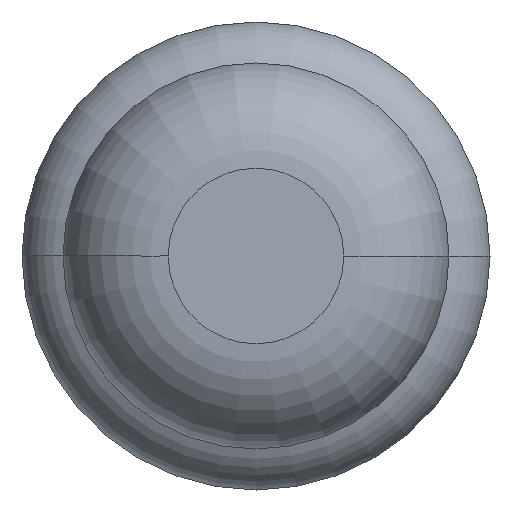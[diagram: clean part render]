
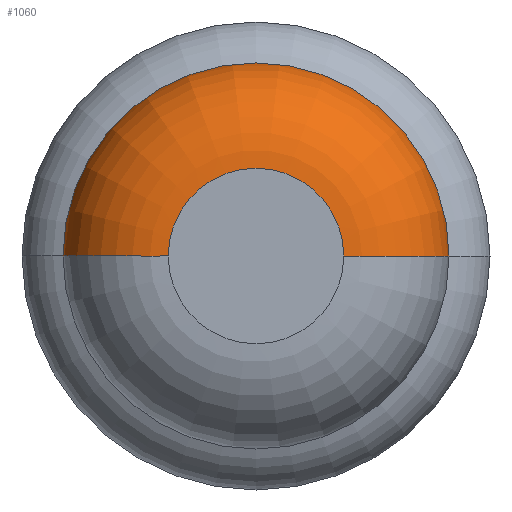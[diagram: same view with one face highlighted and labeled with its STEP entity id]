
A CAD part, front view. The second image highlights one B-rep face of the part: STEP entity #1060.
In plain terms, the highlighted toroidal (fillet/blend) face has major radius 0.375 mm and minor radius 0.45 mm.
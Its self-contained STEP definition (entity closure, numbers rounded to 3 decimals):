
#14 = DIRECTION ( 'NONE',  ( 1., 0., 0. ) ) ;
#51 = CIRCLE ( 'NONE', #58, 0.45 ) ;
#58 = AXIS2_PLACEMENT_3D ( 'NONE', #907, #1128, #14 ) ;
#184 = ORIENTED_EDGE ( 'NONE', *, *, #1913, .F. ) ;
#302 = DIRECTION ( 'NONE',  ( 0., -1., 0. ) ) ;
#395 = CARTESIAN_POINT ( 'NONE',  ( 0.375, -32., 0. ) ) ;
#635 = ORIENTED_EDGE ( 'NONE', *, *, #1196, .T. ) ;
#681 = CARTESIAN_POINT ( 'NONE',  ( 0., -32., 0. ) ) ;
#878 = EDGE_CURVE ( 'Defeature ausgef�hrt1_7+Defeature ausgef�hrt1_8+Defeature ausgef�hrt1_8+Defeature ausgef�hrt1_8', #3054, #3788, #2664, .T. ) ;
#907 = CARTESIAN_POINT ( 'NONE',  ( -0.375, -31.55, 0. ) ) ;
#993 = DIRECTION ( 'NONE',  ( 0., -1., 0. ) ) ;
#1060 = ADVANCED_FACE ( 'Defeature ausgef�hrt1_7', ( #3822 ), #3329, .T. ) ;
#1086 = DIRECTION ( 'NONE',  ( -1., 0., 0. ) ) ;
#1087 = CARTESIAN_POINT ( 'NONE',  ( -0.375, -32., 0. ) ) ;
#1105 = DIRECTION ( 'NONE',  ( 1., 0., 0. ) ) ;
#1128 = DIRECTION ( 'NONE',  ( 0., 0., 1. ) ) ;
#1196 = EDGE_CURVE ( 'NONE', #3788, #1999, #51, .T. ) ;
#1567 = CIRCLE ( 'NONE', #3852, 0.45 ) ;
#1733 = CIRCLE ( 'NONE', #3715, 0.375 ) ;
#1913 = EDGE_CURVE ( 'Defeature ausgef�hrt1_6+Defeature ausgef�hrt1_7+Defeature ausgef�hrt1_7+Defeature ausgef�hrt1_7', #2978, #1999, #1733, .T. ) ;
#1934 = CARTESIAN_POINT ( 'NONE',  ( 0., -31.55, 0. ) ) ;
#1999 = VERTEX_POINT ( 'NONE', #1087 ) ;
#2015 = AXIS2_PLACEMENT_3D ( 'NONE', #3663, #302, #1105 ) ;
#2250 = CARTESIAN_POINT ( 'NONE',  ( 0.825, -31.55, 0. ) ) ;
#2284 = ORIENTED_EDGE ( 'NONE', *, *, #878, .T. ) ;
#2325 = DIRECTION ( 'NONE',  ( 0., 0., -1. ) ) ;
#2550 = DIRECTION ( 'NONE',  ( 1., 0., 0. ) ) ;
#2664 = CIRCLE ( 'NONE', #2015, 0.825 ) ;
#2751 = AXIS2_PLACEMENT_3D ( 'NONE', #1934, #2824, #3461 ) ;
#2824 = DIRECTION ( 'NONE',  ( 0., -1., 0. ) ) ;
#2978 = VERTEX_POINT ( 'NONE', #395 ) ;
#3054 = VERTEX_POINT ( 'NONE', #2250 ) ;
#3171 = EDGE_LOOP ( 'NONE', ( #2284, #635, #184, #3574 ) ) ;
#3329 = TOROIDAL_SURFACE ( 'NONE', #2751, 0.375, 0.45 ) ;
#3461 = DIRECTION ( 'NONE',  ( 1., 0., 0. ) ) ;
#3553 = CARTESIAN_POINT ( 'NONE',  ( -0.825, -31.55, 0. ) ) ;
#3574 = ORIENTED_EDGE ( 'NONE', *, *, #3710, .F. ) ;
#3663 = CARTESIAN_POINT ( 'NONE',  ( 0., -31.55, 0. ) ) ;
#3710 = EDGE_CURVE ( 'NONE', #3054, #2978, #1567, .T. ) ;
#3715 = AXIS2_PLACEMENT_3D ( 'NONE', #681, #993, #2550 ) ;
#3788 = VERTEX_POINT ( 'NONE', #3553 ) ;
#3822 = FACE_OUTER_BOUND ( 'NONE', #3171, .T. ) ;
#3852 = AXIS2_PLACEMENT_3D ( 'NONE', #3945, #2325, #1086 ) ;
#3945 = CARTESIAN_POINT ( 'NONE',  ( 0.375, -31.55, 0. ) ) ;
